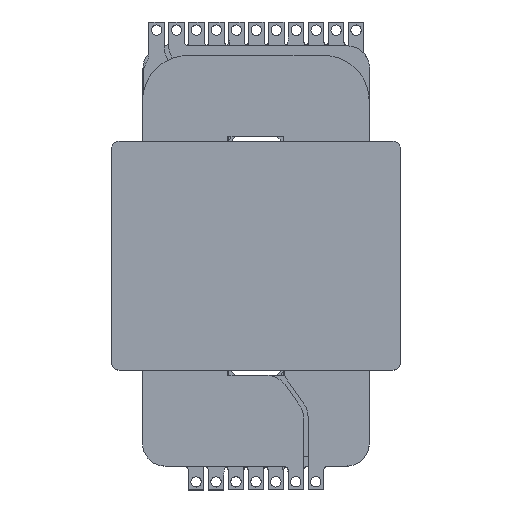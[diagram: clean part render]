
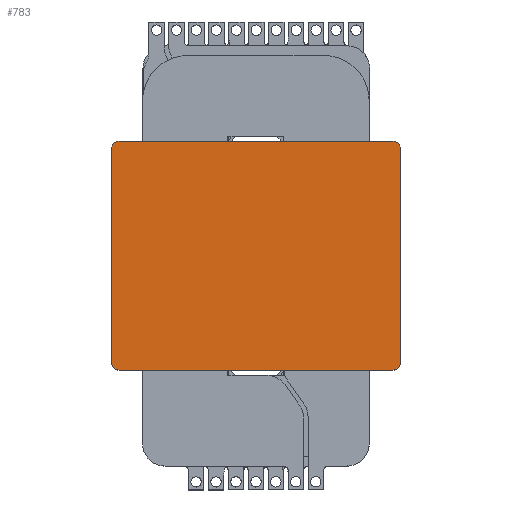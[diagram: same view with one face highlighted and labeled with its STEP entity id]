
A CAD part, top view. The second image highlights one B-rep face of the part: STEP entity #783.
In plain terms, the highlighted planar face has unit normal (0, 0, 1).
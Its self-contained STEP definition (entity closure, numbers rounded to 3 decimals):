
#260=PLANE('',#11252);
#783=ADVANCED_FACE('',(#1576),#260,.F.);
#1576=FACE_OUTER_BOUND('',#2112,.T.);
#2112=EDGE_LOOP('',(#5423,#5424,#5425,#5426,#5427,#5428,#5429,#5430));
#2827=LINE('',#15803,#3915);
#2843=LINE('',#15843,#3931);
#2858=LINE('',#15889,#3946);
#2862=LINE('',#15904,#3950);
#3915=VECTOR('',#12620,1.);
#3931=VECTOR('',#12652,1.);
#3946=VECTOR('',#12697,1.);
#3950=VECTOR('',#12715,1.);
#5423=ORIENTED_EDGE('',*,*,#9269,.F.);
#5424=ORIENTED_EDGE('',*,*,#9309,.F.);
#5425=ORIENTED_EDGE('',*,*,#9312,.F.);
#5426=ORIENTED_EDGE('',*,*,#9314,.F.);
#5427=ORIENTED_EDGE('',*,*,#9289,.T.);
#5428=ORIENTED_EDGE('',*,*,#9317,.F.);
#5429=ORIENTED_EDGE('',*,*,#9320,.T.);
#5430=ORIENTED_EDGE('',*,*,#9322,.F.);
#8126=VERTEX_POINT('',#15802);
#8127=VERTEX_POINT('',#15804);
#8142=VERTEX_POINT('',#15842);
#8143=VERTEX_POINT('',#15844);
#8156=VERTEX_POINT('',#15882);
#8158=VERTEX_POINT('',#15888);
#8160=VERTEX_POINT('',#15897);
#8162=VERTEX_POINT('',#15903);
#9269=EDGE_CURVE('',#8126,#8127,#2827,.T.);
#9289=EDGE_CURVE('',#8143,#8142,#2843,.T.);
#9309=EDGE_CURVE('',#8156,#8126,#10658,.T.);
#9312=EDGE_CURVE('',#8158,#8156,#2858,.T.);
#9314=EDGE_CURVE('',#8143,#8158,#10660,.T.);
#9317=EDGE_CURVE('',#8160,#8142,#10662,.T.);
#9320=EDGE_CURVE('',#8160,#8162,#2862,.T.);
#9322=EDGE_CURVE('',#8127,#8162,#10664,.T.);
#10658=CIRCLE('',#11239,1.6);
#10660=CIRCLE('',#11243,1.6);
#10662=CIRCLE('',#11246,1.6);
#10664=CIRCLE('',#11250,1.6);
#11239=AXIS2_PLACEMENT_3D('',#15883,#12691,#12692);
#11243=AXIS2_PLACEMENT_3D('',#15892,#12702,#12703);
#11246=AXIS2_PLACEMENT_3D('',#15898,#12709,#12710);
#11250=AXIS2_PLACEMENT_3D('',#15907,#12720,#12721);
#11252=AXIS2_PLACEMENT_3D('',#15909,#12724,#12725);
#12620=DIRECTION('',(1.,0.,0.));
#12652=DIRECTION('',(1.,0.,0.));
#12691=DIRECTION('',(0.,0.,-1.));
#12692=DIRECTION('',(1.,0.,0.));
#12697=DIRECTION('',(0.,1.,0.));
#12702=DIRECTION('',(0.,0.,-1.));
#12703=DIRECTION('',(1.,0.,0.));
#12709=DIRECTION('',(0.,0.,-1.));
#12710=DIRECTION('',(1.,0.,0.));
#12715=DIRECTION('',(0.,1.,0.));
#12720=DIRECTION('',(0.,0.,-1.));
#12721=DIRECTION('',(1.,0.,0.));
#12724=DIRECTION('',(0.,0.,-1.));
#12725=DIRECTION('',(-1.,0.,0.));
#15802=CARTESIAN_POINT('',(-0.061,64.921,60.763));
#15803=CARTESIAN_POINT('',(-11855.479,64.921,60.763));
#15804=CARTESIAN_POINT('',(60.739,64.921,60.763));
#15842=CARTESIAN_POINT('',(60.739,14.121,60.763));
#15843=CARTESIAN_POINT('',(-11855.479,14.121,60.763));
#15844=CARTESIAN_POINT('',(-0.061,14.121,60.763));
#15882=CARTESIAN_POINT('',(-1.661,63.321,60.763));
#15883=CARTESIAN_POINT('',(-0.061,63.321,60.763));
#15888=CARTESIAN_POINT('',(-1.661,15.721,60.763));
#15889=CARTESIAN_POINT('',(-1.661,36246.283,60.763));
#15892=CARTESIAN_POINT('',(-0.061,15.721,60.763));
#15897=CARTESIAN_POINT('',(62.339,15.721,60.763));
#15898=CARTESIAN_POINT('',(60.739,15.721,60.763));
#15903=CARTESIAN_POINT('',(62.339,63.321,60.763));
#15904=CARTESIAN_POINT('',(62.339,36246.283,60.763));
#15907=CARTESIAN_POINT('',(60.739,63.321,60.763));
#15909=CARTESIAN_POINT('',(-11855.479,36246.283,60.763));
